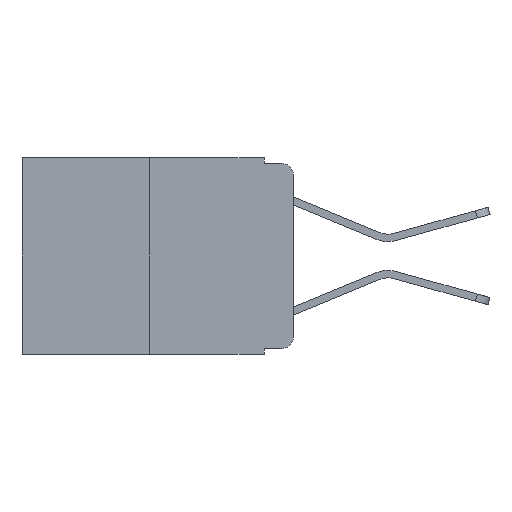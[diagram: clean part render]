
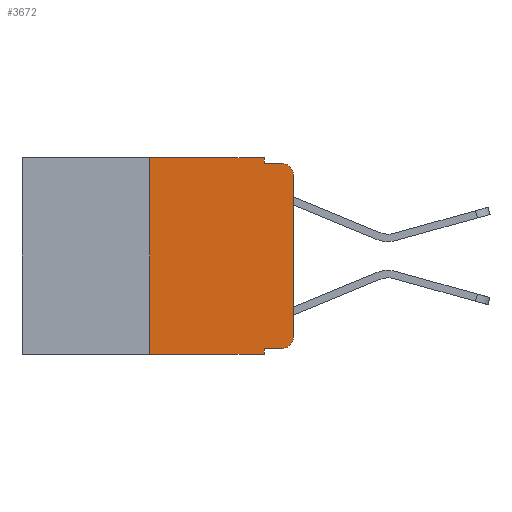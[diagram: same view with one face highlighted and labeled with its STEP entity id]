
A CAD part, left-side view. The second image highlights one B-rep face of the part: STEP entity #3672.
In plain terms, the highlighted planar face has unit normal (-1, 0, 0).
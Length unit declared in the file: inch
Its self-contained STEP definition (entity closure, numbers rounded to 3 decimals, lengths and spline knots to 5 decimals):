
#631 = DIRECTION ( 'NONE',  ( 0., 0., -1. ) ) ;
#691 = VERTEX_POINT ( 'NONE', #3161 ) ;
#1005 = VERTEX_POINT ( 'NONE', #19633 ) ;
#1607 = VECTOR ( 'NONE', #18046, 39.37008 ) ;
#1763 = DIRECTION ( 'NONE',  ( 0., -1., 0. ) ) ;
#1832 = VECTOR ( 'NONE', #19975, 39.37008 ) ;
#2371 = EDGE_CURVE ( 'NONE', #1005, #21810, #9033, .T. ) ;
#2502 = CARTESIAN_POINT ( 'NONE',  ( 0., 0.473, -0.343 ) ) ;
#2754 = ORIENTED_EDGE ( 'NONE', *, *, #5211, .T. ) ;
#3161 = CARTESIAN_POINT ( 'NONE',  ( 0., 0., -0.313 ) ) ;
#3672 = ADVANCED_FACE ( 'NONE', ( #22031 ), #19858, .F. ) ;
#3687 = EDGE_CURVE ( 'NONE', #13049, #21810, #11883, .T. ) ;
#4731 = VECTOR ( 'NONE', #19367, 39.37008 ) ;
#4879 = ORIENTED_EDGE ( 'NONE', *, *, #17309, .F. ) ;
#5211 = EDGE_CURVE ( 'NONE', #1005, #22345, #17849, .T. ) ;
#5700 = CIRCLE ( 'NONE', #24242, 0.02 ) ;
#6109 = ORIENTED_EDGE ( 'NONE', *, *, #2371, .F. ) ;
#6245 = CARTESIAN_POINT ( 'NONE',  ( 0., 0.02, -0.313 ) ) ;
#6406 = ORIENTED_EDGE ( 'NONE', *, *, #22786, .T. ) ;
#6410 = LINE ( 'NONE', #6558, #1832 ) ;
#6558 = CARTESIAN_POINT ( 'NONE',  ( 0., 0.473, 0. ) ) ;
#6821 = CARTESIAN_POINT ( 'NONE',  ( 0., 0.051, 0. ) ) ;
#7070 = LINE ( 'NONE', #8403, #10361 ) ;
#7918 = ORIENTED_EDGE ( 'NONE', *, *, #13825, .T. ) ;
#8015 = VERTEX_POINT ( 'NONE', #10744 ) ;
#8168 = DIRECTION ( 'NONE',  ( 0., 0., -1. ) ) ;
#8323 = CIRCLE ( 'NONE', #17720, 0.02 ) ;
#8403 = CARTESIAN_POINT ( 'NONE',  ( 0., 0.051, -0.01 ) ) ;
#9033 = LINE ( 'NONE', #11751, #19838 ) ;
#9389 = EDGE_CURVE ( 'NONE', #22145, #8015, #6410, .T. ) ;
#9675 = DIRECTION ( 'NONE',  ( 0., 0., -1. ) ) ;
#9736 = VECTOR ( 'NONE', #22107, 39.37008 ) ;
#10361 = VECTOR ( 'NONE', #19892, 39.37008 ) ;
#10744 = CARTESIAN_POINT ( 'NONE',  ( 0., 0.051, 0. ) ) ;
#10948 = CARTESIAN_POINT ( 'NONE',  ( 0., 0.02, -0.03 ) ) ;
#11346 = VERTEX_POINT ( 'NONE', #12268 ) ;
#11751 = CARTESIAN_POINT ( 'NONE',  ( 0., 0.051, 0. ) ) ;
#11883 = LINE ( 'NONE', #2502, #1607 ) ;
#12239 = DIRECTION ( 'NONE',  ( 1., 0., 0. ) ) ;
#12268 = CARTESIAN_POINT ( 'NONE',  ( 0., 0.051, -0.01 ) ) ;
#12490 = CARTESIAN_POINT ( 'NONE',  ( 0., 0., -0.03 ) ) ;
#12726 = VECTOR ( 'NONE', #1763, 39.37008 ) ;
#12916 = DIRECTION ( 'NONE',  ( 0., 0., -1. ) ) ;
#13049 = VERTEX_POINT ( 'NONE', #13508 ) ;
#13083 = EDGE_CURVE ( 'NONE', #691, #16094, #24406, .T. ) ;
#13349 = CARTESIAN_POINT ( 'NONE',  ( 0., 0.051, -0.333 ) ) ;
#13508 = CARTESIAN_POINT ( 'NONE',  ( 0., 0.25, -0.343 ) ) ;
#13825 = EDGE_CURVE ( 'NONE', #22345, #691, #8323, .T. ) ;
#13943 = ORIENTED_EDGE ( 'NONE', *, *, #17697, .F. ) ;
#14573 = EDGE_LOOP ( 'NONE', ( #16009, #6406, #22256, #13943, #23982, #4879, #15122, #6109, #2754, #7918 ) ) ;
#15122 = ORIENTED_EDGE ( 'NONE', *, *, #3687, .T. ) ;
#15388 = CARTESIAN_POINT ( 'NONE',  ( 0., 0.02, -0.01 ) ) ;
#16009 = ORIENTED_EDGE ( 'NONE', *, *, #13083, .T. ) ;
#16094 = VERTEX_POINT ( 'NONE', #12490 ) ;
#17187 = EDGE_CURVE ( 'NONE', #11346, #23249, #7070, .T. ) ;
#17309 = EDGE_CURVE ( 'NONE', #13049, #22145, #22595, .T. ) ;
#17444 = CARTESIAN_POINT ( 'NONE',  ( 0., 0., 0. ) ) ;
#17581 = VECTOR ( 'NONE', #22096, 39.37008 ) ;
#17697 = EDGE_CURVE ( 'NONE', #8015, #11346, #19942, .T. ) ;
#17720 = AXIS2_PLACEMENT_3D ( 'NONE', #6245, #19667, #8168 ) ;
#17849 = LINE ( 'NONE', #13349, #12726 ) ;
#18046 = DIRECTION ( 'NONE',  ( 0., -1., 0. ) ) ;
#18584 = CARTESIAN_POINT ( 'NONE',  ( 0., 0.25, 0. ) ) ;
#19223 = CARTESIAN_POINT ( 'NONE',  ( 0., 0.02, -0.333 ) ) ;
#19367 = DIRECTION ( 'NONE',  ( 0., 0., 1. ) ) ;
#19633 = CARTESIAN_POINT ( 'NONE',  ( 0., 0.051, -0.333 ) ) ;
#19667 = DIRECTION ( 'NONE',  ( -1., 0., 0. ) ) ;
#19838 = VECTOR ( 'NONE', #9675, 39.37008 ) ;
#19858 = PLANE ( 'NONE',  #23492 ) ;
#19892 = DIRECTION ( 'NONE',  ( 0., -1., 0. ) ) ;
#19942 = LINE ( 'NONE', #6821, #9736 ) ;
#19975 = DIRECTION ( 'NONE',  ( 0., -1., 0. ) ) ;
#20216 = CARTESIAN_POINT ( 'NONE',  ( 0., 0.25, 0. ) ) ;
#21810 = VERTEX_POINT ( 'NONE', #22442 ) ;
#22031 = FACE_OUTER_BOUND ( 'NONE', #14573, .T. ) ;
#22096 = DIRECTION ( 'NONE',  ( 0., 0., 1. ) ) ;
#22107 = DIRECTION ( 'NONE',  ( 0., 0., -1. ) ) ;
#22145 = VERTEX_POINT ( 'NONE', #18584 ) ;
#22256 = ORIENTED_EDGE ( 'NONE', *, *, #17187, .F. ) ;
#22345 = VERTEX_POINT ( 'NONE', #19223 ) ;
#22442 = CARTESIAN_POINT ( 'NONE',  ( 0., 0.051, -0.343 ) ) ;
#22595 = LINE ( 'NONE', #20216, #17581 ) ;
#22786 = EDGE_CURVE ( 'NONE', #16094, #23249, #5700, .T. ) ;
#23249 = VERTEX_POINT ( 'NONE', #15388 ) ;
#23492 = AXIS2_PLACEMENT_3D ( 'NONE', #23515, #12239, #631 ) ;
#23515 = CARTESIAN_POINT ( 'NONE',  ( 0., 0.473, 0. ) ) ;
#23982 = ORIENTED_EDGE ( 'NONE', *, *, #9389, .F. ) ;
#24228 = DIRECTION ( 'NONE',  ( -1., 0., 0. ) ) ;
#24242 = AXIS2_PLACEMENT_3D ( 'NONE', #10948, #24228, #12916 ) ;
#24406 = LINE ( 'NONE', #17444, #4731 ) ;
